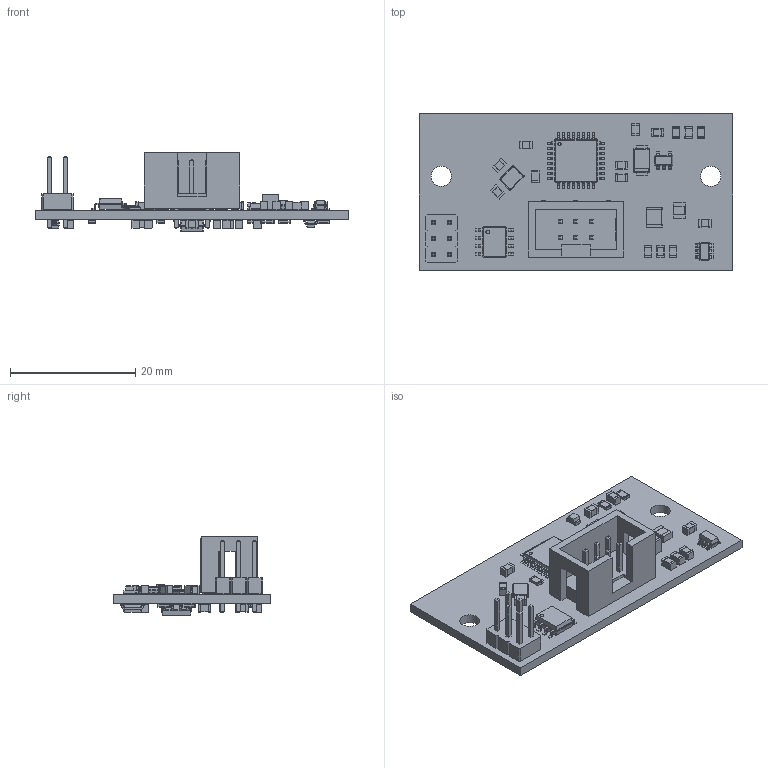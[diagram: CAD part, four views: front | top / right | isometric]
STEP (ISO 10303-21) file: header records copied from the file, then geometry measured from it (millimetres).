
FILE_DESCRIPTION(('KiCad electronic assembly'),'2;1');
FILE_NAME('RotationEncoder.step','2025-04-08T22:53:11',('Pcbnew'),( 'Kicad'),'Open CASCADE STEP processor 7.8','KiCad to STEP converter' ,'Unknown');
FILE_SCHEMA(('AUTOMOTIVE_DESIGN { 1 0 10303 214 1 1 1 1 }'));
Length unit declared in the file: millimetre
Products named in the file (18): RotationEncoder 1; C_0805_2012Metric; LED_0805_2012Metric; SOT-23-6; L_1008_2520Metric; SOIC-8_3.9x4.9mm_P1.27mm; IDC-Header_2x03_P2.54mm_Vertical; SOT-23-5; R_0805_2012Metric; TQFP-32_7x7mm_P0.8mm; D_SOD-128; Crystal_SMD_3225-4Pin_3.2x2.5mm; PinHeader_2x03_P2.54mm_Vertical; C_1210_3225Metric; L_0805_2012Metric; SOT-23; D_SOD-123; RotationEncoder_PCB
Assembly tree (47 placements, depth 2):
  RotationEncoder 1
    C_0805_2012Metric  x17
    LED_0805_2012Metric
    SOT-23-6
    L_1008_2520Metric
    SOIC-8_3.9x4.9mm_P1.27mm  x2
    IDC-Header_2x03_P2.54mm_Vertical
    SOT-23-5
    R_0805_2012Metric  x11
    TQFP-32_7x7mm_P0.8mm
    D_SOD-128
    Crystal_SMD_3225-4Pin_3.2x2.5mm
    PinHeader_2x03_P2.54mm_Vertical
    C_1210_3225Metric
    L_0805_2012Metric  x4
    SOT-23
    D_SOD-123
    RotationEncoder_PCB
Bounding box: 50 x 25 x 12.54 mm (x, y, z)
Volume: 2812.1 mm3; surface area: 4967.4 mm2
Topology: 47 solids, 47 shells, 2547 faces, 6523 edges, 4150 vertices
Faces by surface type: plane 1631, cylinder 666, bspline 250
Full cylindrical faces by diameter (mm): 0.5 x1, 0.6 x2, 1 x18, 3.2 x2
Entity records: 61815 total; most frequent: CARTESIAN_POINT 12273, ORIENTED_EDGE 8144, DIRECTION 7358, EDGE_CURVE 4072, LINE 3188, VECTOR 3188, VERTEX_POINT 2548, AXIS2_PLACEMENT_3D 2085
